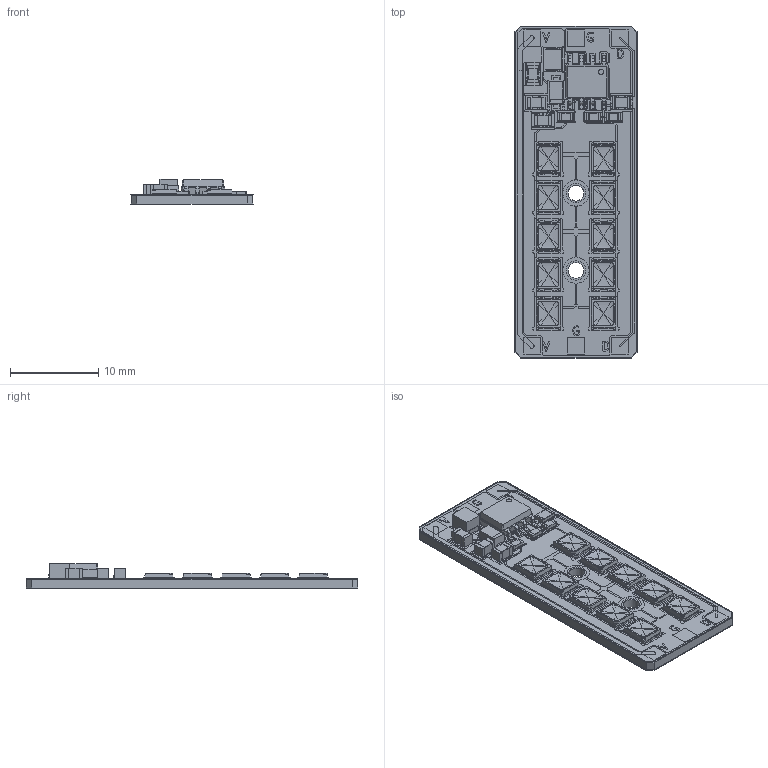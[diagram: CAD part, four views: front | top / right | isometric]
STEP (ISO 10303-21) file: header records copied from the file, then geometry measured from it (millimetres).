
FILE_DESCRIPTION(('FreeCAD Model'),'2;1');
FILE_NAME('Open CASCADE Shape Model','2024-01-11T17:04:42',(''),(''), 'Open CASCADE STEP processor 7.6','FreeCAD','Unknown');
FILE_SCHEMA(('AUTOMOTIVE_DESIGN { 1 0 10303 214 1 1 1 1 }'));
Length unit declared in the file: millimetre
Products named in the file (21): LED_DRV; Board_Geoms_cae; Pcb_cae; botSilks_2e2e; topSilks_23fa; topPads_cae; topTracks_cae; topZones_cae; Step_Models_cae; Top_cae; D10_64E72475-C1EE-4DE8-8369-0EB9B958808A004_f8aa383c90fa; 64E72475-C1EE-4DE8-8369-0EB9B958808A; 64E72475-C1EE-4DE8-8369-0EB9B958808A001; 64E72475-C1EE-4DE8-8369-0EB9B958808A002; 64E72475-C1EE-4DE8-8369-0EB9B958808A003; D1_D_SOD_123F_86f2a5aa4b51; U1_SOIC_8_39x49mm_P127mm_4e379c4b69e4; R2_R_0805_2012Metric_2ef6533605f9; R4_R_0603_1608Metric_ee2cbef6aa97; C3_C_0805_2012Metric_b1222636dc27; L1_6F43223E-AC29-4495-B6B3-4B216D5DFFEF_ca23dcddc53d
Assembly tree (33 placements, depth 5):
  LED_DRV
    Board_Geoms_cae
      Pcb_cae
      botSilks_2e2e
      topSilks_23fa
      topPads_cae
      topTracks_cae
      topZones_cae
    Step_Models_cae
      Top_cae
        D10_64E72475-C1EE-4DE8-8369-0EB9B958808A004_f8aa383c90fa  x10
          64E72475-C1EE-4DE8-8369-0EB9B958808A
          64E72475-C1EE-4DE8-8369-0EB9B958808A001
          64E72475-C1EE-4DE8-8369-0EB9B958808A002
          64E72475-C1EE-4DE8-8369-0EB9B958808A003
        D1_D_SOD_123F_86f2a5aa4b51
        U1_SOIC_8_39x49mm_P127mm_4e379c4b69e4
        R2_R_0805_2012Metric_2ef6533605f9
        R4_R_0603_1608Metric_ee2cbef6aa97  x3
        C3_C_0805_2012Metric_b1222636dc27  x3
        L1_6F43223E-AC29-4495-B6B3-4B216D5DFFEF_ca23dcddc53d
Bounding box: 13.85 x 37.6 x 2.87 mm (x, y, z)
Volume: 621.8 mm3; surface area: 2490.9 mm2
Topology: 51 solids, 169 shells, 2779 faces, 10381 edges, 7410 vertices
Faces by surface type: plane 1114, cylinder 1023, sphere 290, bspline 152, torus 120, cone 80
Full cylindrical faces by diameter (mm): 0.6 x1, 1.8 x2
Entity records: 49541 total; most frequent: CARTESIAN_POINT 10555, DIRECTION 6656, ORIENTED_EDGE 6224, EDGE_CURVE 4953, VERTEX_POINT 4463, LINE 4312, VECTOR 4312, AXIS2_PLACEMENT_3D 1172
